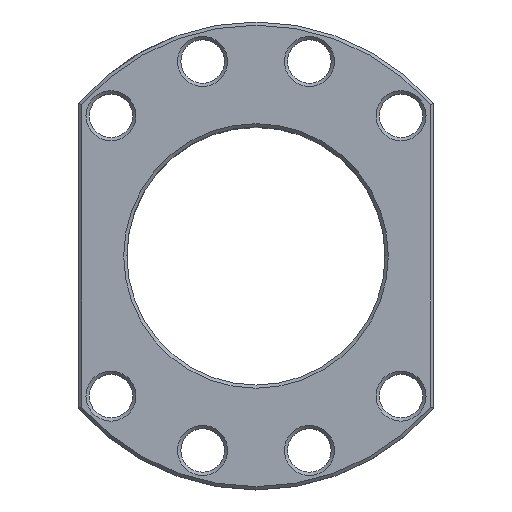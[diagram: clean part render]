
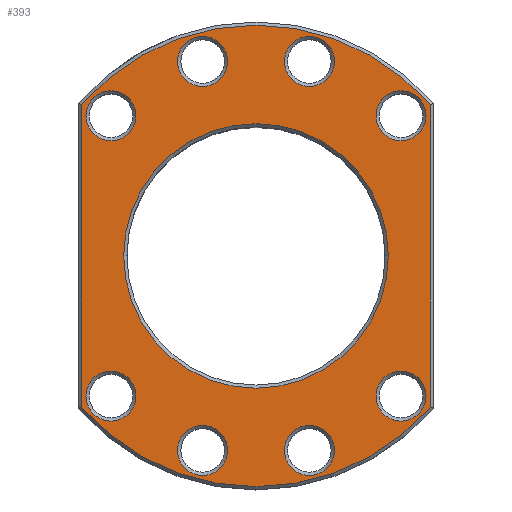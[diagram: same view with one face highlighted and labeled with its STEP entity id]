
A CAD part, top view. The second image highlights one B-rep face of the part: STEP entity #393.
In plain terms, the highlighted planar face has unit normal (0, 0, 1).
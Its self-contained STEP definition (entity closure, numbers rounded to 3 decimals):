
#159=PLANE('',#3643);
#393=ADVANCED_FACE('',(#982,#983,#984,#985,#986,#987,#988,#989,#990,#991),
#159,.T.);
#982=FACE_BOUND('',#1085,.T.);
#983=FACE_BOUND('',#1086,.T.);
#984=FACE_BOUND('',#1087,.T.);
#985=FACE_BOUND('',#1088,.T.);
#986=FACE_BOUND('',#1089,.T.);
#987=FACE_BOUND('',#1090,.T.);
#988=FACE_BOUND('',#1091,.T.);
#989=FACE_BOUND('',#1092,.T.);
#990=FACE_BOUND('',#1093,.T.);
#991=FACE_BOUND('',#1094,.T.);
#1085=EDGE_LOOP('',(#1890));
#1086=EDGE_LOOP('',(#1891));
#1087=EDGE_LOOP('',(#1892));
#1088=EDGE_LOOP('',(#1893));
#1089=EDGE_LOOP('',(#1894));
#1090=EDGE_LOOP('',(#1895));
#1091=EDGE_LOOP('',(#1896));
#1092=EDGE_LOOP('',(#1897));
#1093=EDGE_LOOP('',(#1898,#1899,#1900,#1901));
#1094=EDGE_LOOP('',(#1902));
#1337=LINE('',#5431,#1506);
#1338=LINE('',#5436,#1507);
#1506=VECTOR('',#3889,1.);
#1507=VECTOR('',#3892,1.);
#1890=ORIENTED_EDGE('',*,*,#3174,.T.);
#1891=ORIENTED_EDGE('',*,*,#3175,.T.);
#1892=ORIENTED_EDGE('',*,*,#3176,.T.);
#1893=ORIENTED_EDGE('',*,*,#3177,.T.);
#1894=ORIENTED_EDGE('',*,*,#3178,.T.);
#1895=ORIENTED_EDGE('',*,*,#3179,.T.);
#1896=ORIENTED_EDGE('',*,*,#3180,.T.);
#1897=ORIENTED_EDGE('',*,*,#3181,.T.);
#1898=ORIENTED_EDGE('',*,*,#3182,.T.);
#1899=ORIENTED_EDGE('',*,*,#3183,.T.);
#1900=ORIENTED_EDGE('',*,*,#3184,.T.);
#1901=ORIENTED_EDGE('',*,*,#3185,.T.);
#1902=ORIENTED_EDGE('',*,*,#3186,.T.);
#2840=VERTEX_POINT('',#5416);
#2841=VERTEX_POINT('',#5418);
#2842=VERTEX_POINT('',#5420);
#2843=VERTEX_POINT('',#5422);
#2844=VERTEX_POINT('',#5424);
#2845=VERTEX_POINT('',#5426);
#2846=VERTEX_POINT('',#5428);
#2847=VERTEX_POINT('',#5430);
#2848=VERTEX_POINT('',#5432);
#2849=VERTEX_POINT('',#5433);
#2850=VERTEX_POINT('',#5435);
#2851=VERTEX_POINT('',#5437);
#2852=VERTEX_POINT('',#5440);
#3174=EDGE_CURVE('',#2840,#2840,#3556,.T.);
#3175=EDGE_CURVE('',#2841,#2841,#3557,.T.);
#3176=EDGE_CURVE('',#2842,#2842,#3558,.T.);
#3177=EDGE_CURVE('',#2843,#2843,#3559,.T.);
#3178=EDGE_CURVE('',#2844,#2844,#3560,.T.);
#3179=EDGE_CURVE('',#2845,#2845,#3561,.T.);
#3180=EDGE_CURVE('',#2846,#2846,#3562,.T.);
#3181=EDGE_CURVE('',#2847,#2847,#3563,.T.);
#3182=EDGE_CURVE('',#2848,#2849,#1337,.T.);
#3183=EDGE_CURVE('',#2849,#2850,#3564,.T.);
#3184=EDGE_CURVE('',#2850,#2851,#1338,.T.);
#3185=EDGE_CURVE('',#2851,#2848,#3565,.T.);
#3186=EDGE_CURVE('',#2852,#2852,#3566,.T.);
#3556=CIRCLE('',#3632,7.75);
#3557=CIRCLE('',#3633,7.75);
#3558=CIRCLE('',#3634,7.75);
#3559=CIRCLE('',#3635,7.75);
#3560=CIRCLE('',#3636,7.75);
#3561=CIRCLE('',#3637,7.75);
#3562=CIRCLE('',#3638,7.75);
#3563=CIRCLE('',#3639,7.75);
#3564=CIRCLE('',#3640,71.5);
#3565=CIRCLE('',#3641,71.5);
#3566=CIRCLE('',#3642,41.);
#3632=AXIS2_PLACEMENT_3D('',#5415,#3873,#3874);
#3633=AXIS2_PLACEMENT_3D('',#5417,#3875,#3876);
#3634=AXIS2_PLACEMENT_3D('',#5419,#3877,#3878);
#3635=AXIS2_PLACEMENT_3D('',#5421,#3879,#3880);
#3636=AXIS2_PLACEMENT_3D('',#5423,#3881,#3882);
#3637=AXIS2_PLACEMENT_3D('',#5425,#3883,#3884);
#3638=AXIS2_PLACEMENT_3D('',#5427,#3885,#3886);
#3639=AXIS2_PLACEMENT_3D('',#5429,#3887,#3888);
#3640=AXIS2_PLACEMENT_3D('',#5434,#3890,#3891);
#3641=AXIS2_PLACEMENT_3D('',#5438,#3893,#3894);
#3642=AXIS2_PLACEMENT_3D('',#5439,#3895,#3896);
#3643=AXIS2_PLACEMENT_3D('',#5441,#3897,#3898);
#3873=DIRECTION('',(0.,0.,-1.));
#3874=DIRECTION('',(1.,0.,0.));
#3875=DIRECTION('',(0.,0.,-1.));
#3876=DIRECTION('',(1.,0.,0.));
#3877=DIRECTION('',(0.,0.,-1.));
#3878=DIRECTION('',(1.,0.,0.));
#3879=DIRECTION('',(0.,0.,-1.));
#3880=DIRECTION('',(1.,0.,0.));
#3881=DIRECTION('',(0.,0.,-1.));
#3882=DIRECTION('',(1.,0.,0.));
#3883=DIRECTION('',(0.,0.,-1.));
#3884=DIRECTION('',(1.,0.,0.));
#3885=DIRECTION('',(0.,0.,-1.));
#3886=DIRECTION('',(1.,0.,0.));
#3887=DIRECTION('',(0.,0.,-1.));
#3888=DIRECTION('',(1.,0.,0.));
#3889=DIRECTION('',(0.,-1.,0.));
#3890=DIRECTION('',(0.,0.,1.));
#3891=DIRECTION('',(1.,0.,0.));
#3892=DIRECTION('',(0.,1.,0.));
#3893=DIRECTION('',(0.,0.,1.));
#3894=DIRECTION('',(1.,0.,0.));
#3895=DIRECTION('',(0.,0.,-1.));
#3896=DIRECTION('',(1.,0.,0.));
#3897=DIRECTION('',(0.,0.,1.));
#3898=DIRECTION('',(1.,0.,0.));
#5415=CARTESIAN_POINT('',(-44.94,43.436,0.));
#5416=CARTESIAN_POINT('',(-37.19,43.436,0.));
#5417=CARTESIAN_POINT('',(-16.552,60.268,0.));
#5418=CARTESIAN_POINT('',(-8.802,60.268,0.));
#5419=CARTESIAN_POINT('',(16.552,60.268,0.));
#5420=CARTESIAN_POINT('',(24.302,60.268,0.));
#5421=CARTESIAN_POINT('',(44.94,43.436,0.));
#5422=CARTESIAN_POINT('',(52.69,43.436,0.));
#5423=CARTESIAN_POINT('',(44.94,-43.436,0.));
#5424=CARTESIAN_POINT('',(52.69,-43.436,0.));
#5425=CARTESIAN_POINT('',(-44.94,-43.436,0.));
#5426=CARTESIAN_POINT('',(-37.19,-43.436,0.));
#5427=CARTESIAN_POINT('',(16.552,-60.268,0.));
#5428=CARTESIAN_POINT('',(24.302,-60.268,0.));
#5429=CARTESIAN_POINT('',(-16.552,-60.268,0.));
#5430=CARTESIAN_POINT('',(-8.802,-60.268,0.));
#5431=CARTESIAN_POINT('',(-54.,-47.236,0.));
#5432=CARTESIAN_POINT('',(-54.,46.864,0.));
#5433=CARTESIAN_POINT('',(-54.,-46.864,0.));
#5434=CARTESIAN_POINT('',(0.,0.,0.));
#5435=CARTESIAN_POINT('',(54.,-46.864,0.));
#5436=CARTESIAN_POINT('',(54.,47.236,0.));
#5437=CARTESIAN_POINT('',(54.,46.864,0.));
#5438=CARTESIAN_POINT('',(0.,0.,0.));
#5439=CARTESIAN_POINT('',(0.,0.,0.));
#5440=CARTESIAN_POINT('',(41.,0.,0.));
#5441=CARTESIAN_POINT('',(0.,0.,0.));
